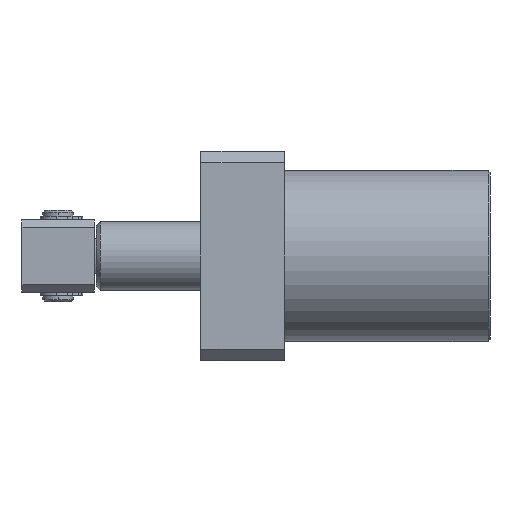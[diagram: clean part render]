
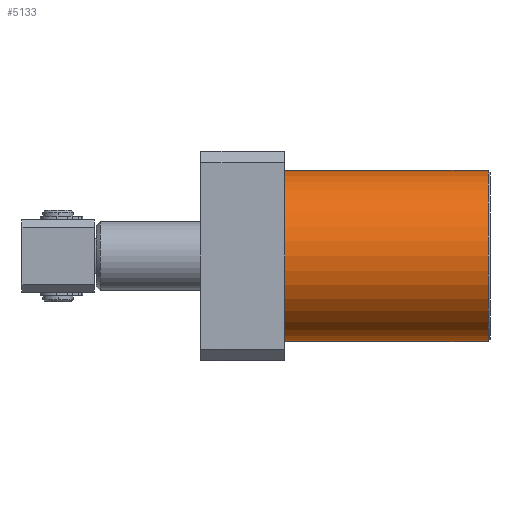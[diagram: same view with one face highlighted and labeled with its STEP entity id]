
A CAD part, left-side view. The second image highlights one B-rep face of the part: STEP entity #5133.
In plain terms, the highlighted cylindrical face has radius 22.5 mm (diameter 45 mm), a partial arc.
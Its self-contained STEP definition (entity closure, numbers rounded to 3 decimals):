
#81 = AXIS2_PLACEMENT_3D ( 'NONE', #665, #664, #656 ) ;
#656 = DIRECTION ( 'NONE',  ( 0., 0., -1. ) ) ;
#664 = DIRECTION ( 'NONE',  ( 0., -1., 0. ) ) ;
#665 = CARTESIAN_POINT ( 'NONE',  ( 0., 54., 0. ) ) ;
#1413 = AXIS2_PLACEMENT_3D ( 'NONE', #1701, #1702, #1703 ) ;
#1414 = AXIS2_PLACEMENT_3D ( 'NONE', #1802, #1803, #1804 ) ;
#1610 = DIRECTION ( 'NONE',  ( 0., -1., 0. ) ) ;
#1615 = CARTESIAN_POINT ( 'NONE',  ( 0., 54., 22.5 ) ) ;
#1621 = CARTESIAN_POINT ( 'NONE',  ( 0., 54., -22.5 ) ) ;
#1623 = DIRECTION ( 'NONE',  ( 0., -1., 0. ) ) ;
#1701 = CARTESIAN_POINT ( 'NONE',  ( 0., 54., 0. ) ) ;
#1702 = DIRECTION ( 'NONE',  ( 0., 1., 0. ) ) ;
#1703 = DIRECTION ( 'NONE',  ( 0., 0., 1. ) ) ;
#1802 = CARTESIAN_POINT ( 'NONE',  ( 0., 0.5, 0. ) ) ;
#1803 = DIRECTION ( 'NONE',  ( 0., 1., 0. ) ) ;
#1804 = DIRECTION ( 'NONE',  ( 0., 0., 1. ) ) ;
#2095 = CIRCLE ( 'NONE', #1413, 22.5 ) ;
#2110 = CIRCLE ( 'NONE', #1414, 22.5 ) ;
#3143 = CARTESIAN_POINT ( 'NONE',  ( 0., 54., 22.5 ) ) ;
#3146 = CARTESIAN_POINT ( 'NONE',  ( 0., 0.5, 22.5 ) ) ;
#4353 = CARTESIAN_POINT ( 'NONE',  ( 0., 54., -22.5 ) ) ;
#4676 = VERTEX_POINT ( 'NONE', #4770 ) ;
#4770 = CARTESIAN_POINT ( 'NONE',  ( 0., 0.5, -22.5 ) ) ;
#5133 = ADVANCED_FACE ( 'NONE', ( #7544 ), #7551, .T. ) ;
#5828 = ORIENTED_EDGE ( 'NONE', *, *, #6173, .F. ) ;
#5829 = ORIENTED_EDGE ( 'NONE', *, *, #6205, .F. ) ;
#5910 = ORIENTED_EDGE ( 'NONE', *, *, #6219, .T. ) ;
#5938 = ORIENTED_EDGE ( 'NONE', *, *, #6175, .T. ) ;
#5996 = EDGE_LOOP ( 'NONE', ( #5828, #5829, #5938, #5910 ) ) ;
#6173 = EDGE_CURVE ( 'NONE', #6978, #6981, #7913, .T. ) ;
#6175 = EDGE_CURVE ( 'NONE', #7324, #4676, #7919, .T. ) ;
#6205 = EDGE_CURVE ( 'NONE', #7324, #6978, #2095, .T. ) ;
#6219 = EDGE_CURVE ( 'NONE', #4676, #6981, #2110, .T. ) ;
#6978 = VERTEX_POINT ( 'NONE', #3143 ) ;
#6981 = VERTEX_POINT ( 'NONE', #3146 ) ;
#7324 = VERTEX_POINT ( 'NONE', #4353 ) ;
#7544 = FACE_OUTER_BOUND ( 'NONE', #5996, .T. ) ;
#7551 = CYLINDRICAL_SURFACE ( 'NONE', #81, 22.5 ) ;
#7913 = LINE ( 'NONE', #1615, #7918 ) ;
#7918 = VECTOR ( 'NONE', #1610, 1000. ) ;
#7919 = LINE ( 'NONE', #1621, #7922 ) ;
#7922 = VECTOR ( 'NONE', #1623, 1000. ) ;
